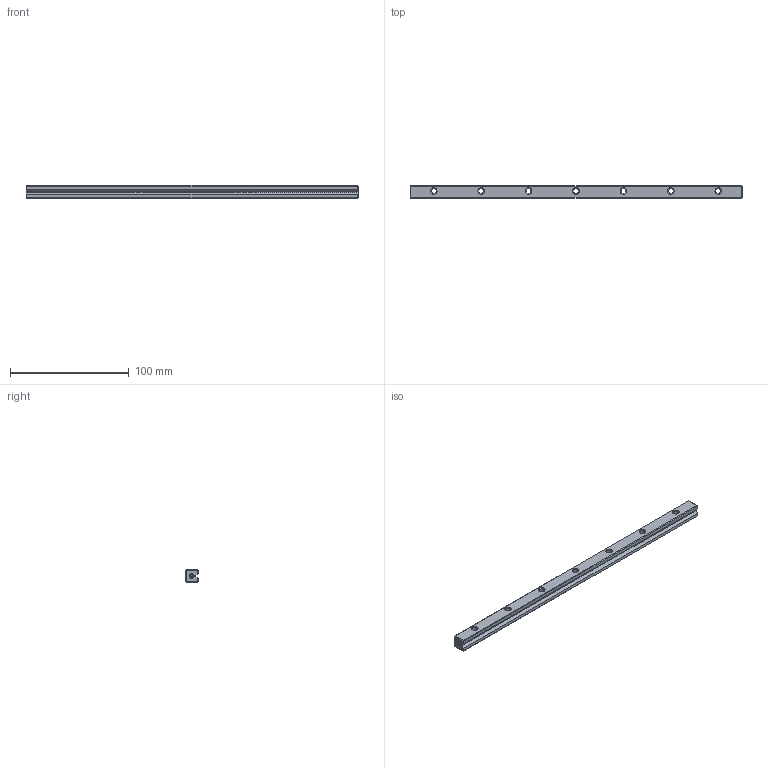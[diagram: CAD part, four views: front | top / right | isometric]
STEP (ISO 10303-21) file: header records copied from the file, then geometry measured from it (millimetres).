
FILE_DESCRIPTION(/* description */ (''),/* implementation_level */ '2;1');
FILE_NAME(/* name */ 'Rail RSDE-4280.stp',/* time_stamp */ '2018-11-12T18:52:26+01:00',/* author */ (''),/* organization */ (''),/* preprocessor_version */ 'ST-DEVELOPER v16.7',/* originating_system */ 'SIEMENS PLM Software NX 12.0',/* authorisation */ '');
FILE_SCHEMA (('AUTOMOTIVE_DESIGN { 1 0 10303 214 3 1 1 1 }'));
Length unit declared in the file: millimetre
Products named in the file (1): 005417_B_2-RSDE-4280
Bounding box: 280 x 10.6 x 11 mm (x, y, z)
Volume: 28621.1 mm3; surface area: 14024.4 mm2
Topology: 1 solids, 1 shells, 79 faces, 172 edges, 104 vertices
Faces by surface type: plane 42, cylinder 19, cone 18
Full cylindrical faces by diameter (mm): 2.6 x2, 3.2 x2, 4.2 x7, 7.5 x7
Entity records: 1896 total; most frequent: DIRECTION 338, CARTESIAN_POINT 298, ORIENTED_EDGE 248, EDGE_LOOP 138, AXIS2_PLACEMENT_3D 134, EDGE_CURVE 124, FACE_BOUND 110, VERTEX_POINT 94
